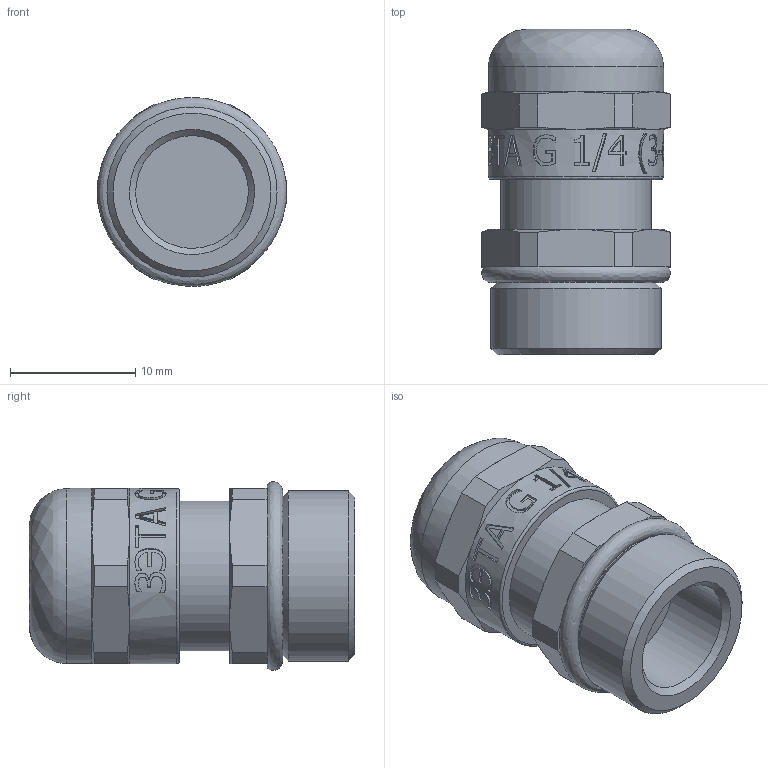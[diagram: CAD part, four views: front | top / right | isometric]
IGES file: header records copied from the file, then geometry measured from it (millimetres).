
Global section: file name: 1 КВ-G 1_4 (3-6_5мм); native system: Autodesk Inventor 2015; preprocessor: unknown; author: zeta-23; date: 20161028.210311; units: millimetre
Bounding box: 15.17 x 26 x 15.1 mm (x, y, z)
Volume: 3374 mm3; surface area: 1747.2 mm2
Topology: 1 solids, 1 shells, 328 faces, 892 edges, 589 vertices
Faces by surface type: bspline 328
